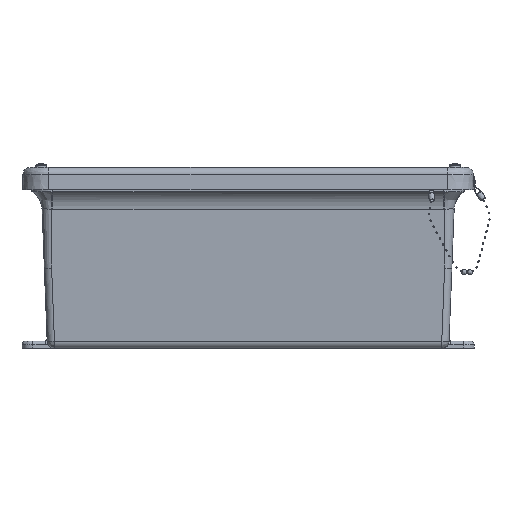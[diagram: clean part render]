
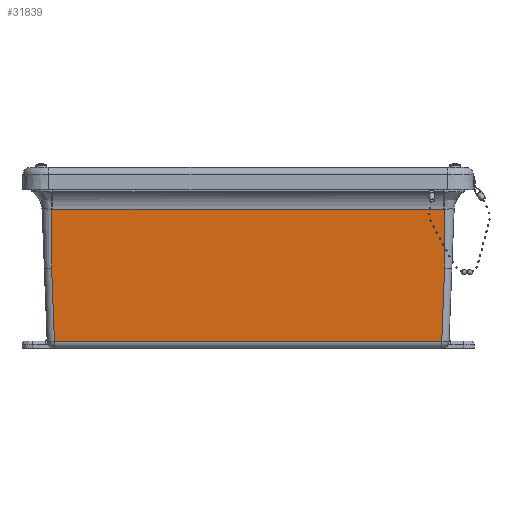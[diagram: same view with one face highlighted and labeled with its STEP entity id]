
A CAD part, left-side view. The second image highlights one B-rep face of the part: STEP entity #31839.
In plain terms, the highlighted planar face has unit normal (-0.999, 0, -0.038).
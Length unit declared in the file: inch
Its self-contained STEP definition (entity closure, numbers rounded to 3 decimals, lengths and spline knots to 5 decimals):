
#1501 = DIRECTION ( 'NONE',  ( 0.039, -0.039, -0.999 ) ) ;
#1985 = VERTEX_POINT ( 'NONE', #44020 ) ;
#2107 = CARTESIAN_POINT ( 'NONE',  ( -5.98421, 6.7344, -3.24809 ) ) ;
#2640 = VECTOR ( 'NONE', #1501, 39.37008 ) ;
#2771 = CARTESIAN_POINT ( 'NONE',  ( -6.10931, 6.7344, -0.00482 ) ) ;
#3768 = LINE ( 'NONE', #15713, #2640 ) ;
#4560 = VECTOR ( 'NONE', #15803, 39.37008 ) ;
#4700 = VECTOR ( 'NONE', #11909, 39.37008 ) ;
#5661 = EDGE_CURVE ( 'NONE', #22212, #24480, #42488, .T. ) ;
#7144 = CARTESIAN_POINT ( 'NONE',  ( -6.06193, 6.70463, -1.23309 ) ) ;
#7646 = CARTESIAN_POINT ( 'NONE',  ( -5.88734, -6.63753, -5.75964 ) ) ;
#7757 = ORIENTED_EDGE ( 'NONE', *, *, #24551, .F. ) ;
#7985 = VERTEX_POINT ( 'NONE', #32917 ) ;
#8520 = CARTESIAN_POINT ( 'NONE',  ( -6.10931, -6.7344, -0.00482 ) ) ;
#8846 = EDGE_CURVE ( 'NONE', #18257, #39963, #34525, .T. ) ;
#9737 = B_SPLINE_CURVE_WITH_KNOTS ( 'NONE', 3,
 ( #33768, #24344, #17414, #42027 ),
 .UNSPECIFIED., .F., .F.,
 ( 4, 4 ),
 ( 0., 1. ),
 .UNSPECIFIED. ) ;
#9870 = DIRECTION ( 'NONE',  ( -0.999, 0., -0.039 ) ) ;
#10015 = DIRECTION ( 'NONE',  ( 0., 1., 0. ) ) ;
#11433 = CARTESIAN_POINT ( 'NONE',  ( -5.98421, -6.7344, -3.24809 ) ) ;
#11818 = LINE ( 'NONE', #7646, #28956 ) ;
#11909 = DIRECTION ( 'NONE',  ( 0.039, 0., -0.999 ) ) ;
#13375 = ORIENTED_EDGE ( 'NONE', *, *, #41936, .T. ) ;
#13430 = DIRECTION ( 'NONE',  ( 0.039, 0., -0.999 ) ) ;
#13622 = CARTESIAN_POINT ( 'NONE',  ( -6.06195, 6.7344, -1.23252 ) ) ;
#14093 = CARTESIAN_POINT ( 'NONE',  ( -6.06194, 6.71952, -1.2329 ) ) ;
#15048 = CARTESIAN_POINT ( 'NONE',  ( -6.10931, 6.7344, -0.00482 ) ) ;
#15713 = CARTESIAN_POINT ( 'NONE',  ( -5.98421, 6.7344, -3.24809 ) ) ;
#15803 = DIRECTION ( 'NONE',  ( -0.039, 0., 0.999 ) ) ;
#16717 = LINE ( 'NONE', #8520, #4560 ) ;
#17414 = CARTESIAN_POINT ( 'NONE',  ( -6.06194, -6.71951, -1.2329 ) ) ;
#17532 = AXIS2_PLACEMENT_3D ( 'NONE', #2771, #9870, #13430 ) ;
#17870 = VECTOR ( 'NONE', #10015, 39.37008 ) ;
#18257 = VERTEX_POINT ( 'NONE', #29836 ) ;
#18439 = LINE ( 'NONE', #20381, #17870 ) ;
#19769 = PLANE ( 'NONE',  #17532 ) ;
#20381 = CARTESIAN_POINT ( 'NONE',  ( -5.88734, 0., -5.75964 ) ) ;
#21341 = EDGE_CURVE ( 'NONE', #22212, #7985, #9737, .T. ) ;
#22212 = VERTEX_POINT ( 'NONE', #36895 ) ;
#24344 = CARTESIAN_POINT ( 'NONE',  ( -6.06193, -6.70462, -1.23309 ) ) ;
#24480 = VERTEX_POINT ( 'NONE', #38142 ) ;
#24551 = EDGE_CURVE ( 'NONE', #18257, #24480, #26923, .T. ) ;
#25188 = FACE_OUTER_BOUND ( 'NONE', #42305, .T. ) ;
#26383 = VECTOR ( 'NONE', #27608, 39.37008 ) ;
#26923 = B_SPLINE_CURVE_WITH_KNOTS ( 'NONE', 3,
 ( #13622, #14093, #7144, #38903 ),
 .UNSPECIFIED., .F., .F.,
 ( 4, 4 ),
 ( 0., 1. ),
 .UNSPECIFIED. ) ;
#27131 = ORIENTED_EDGE ( 'NONE', *, *, #5661, .T. ) ;
#27608 = DIRECTION ( 'NONE',  ( 0., 1., 0. ) ) ;
#28956 = VECTOR ( 'NONE', #29682, 39.37008 ) ;
#29682 = DIRECTION ( 'NONE',  ( -0.039, -0.039, 0.999 ) ) ;
#29836 = CARTESIAN_POINT ( 'NONE',  ( -6.06195, 6.7344, -1.23252 ) ) ;
#31839 = ADVANCED_FACE ( 'NONE', ( #25188 ), #19769, .T. ) ;
#32917 = CARTESIAN_POINT ( 'NONE',  ( -6.06195, -6.7344, -1.23252 ) ) ;
#32934 = VERTEX_POINT ( 'NONE', #11433 ) ;
#33768 = CARTESIAN_POINT ( 'NONE',  ( -6.06193, -6.68974, -1.23309 ) ) ;
#34263 = ORIENTED_EDGE ( 'NONE', *, *, #21341, .F. ) ;
#34525 = LINE ( 'NONE', #15048, #4700 ) ;
#34843 = EDGE_CURVE ( 'NONE', #1985, #32934, #11818, .T. ) ;
#35178 = ORIENTED_EDGE ( 'NONE', *, *, #45200, .F. ) ;
#36895 = CARTESIAN_POINT ( 'NONE',  ( -6.06193, -6.68974, -1.23309 ) ) ;
#37490 = CARTESIAN_POINT ( 'NONE',  ( -5.88734, 6.63753, -5.75964 ) ) ;
#38142 = CARTESIAN_POINT ( 'NONE',  ( -6.06193, 6.68974, -1.23309 ) ) ;
#38811 = ORIENTED_EDGE ( 'NONE', *, *, #43036, .T. ) ;
#38903 = CARTESIAN_POINT ( 'NONE',  ( -6.06193, 6.68974, -1.23309 ) ) ;
#39381 = VERTEX_POINT ( 'NONE', #37490 ) ;
#39963 = VERTEX_POINT ( 'NONE', #2107 ) ;
#41936 = EDGE_CURVE ( 'NONE', #32934, #7985, #16717, .T. ) ;
#42027 = CARTESIAN_POINT ( 'NONE',  ( -6.06195, -6.7344, -1.23252 ) ) ;
#42305 = EDGE_LOOP ( 'NONE', ( #7757, #42564, #38811, #35178, #43506, #13375, #34263, #27131 ) ) ;
#42488 = LINE ( 'NONE', #44367, #26383 ) ;
#42564 = ORIENTED_EDGE ( 'NONE', *, *, #8846, .T. ) ;
#43036 = EDGE_CURVE ( 'NONE', #39963, #39381, #3768, .T. ) ;
#43506 = ORIENTED_EDGE ( 'NONE', *, *, #34843, .T. ) ;
#44020 = CARTESIAN_POINT ( 'NONE',  ( -5.88734, -6.63753, -5.75964 ) ) ;
#44367 = CARTESIAN_POINT ( 'NONE',  ( -6.06193, 6.7344, -1.23309 ) ) ;
#45200 = EDGE_CURVE ( 'NONE', #1985, #39381, #18439, .T. ) ;
